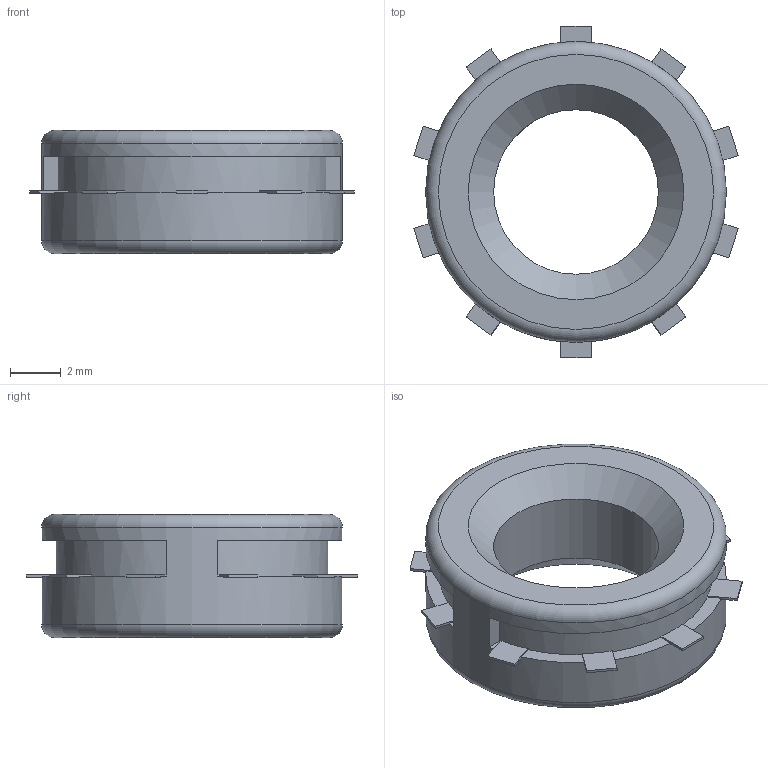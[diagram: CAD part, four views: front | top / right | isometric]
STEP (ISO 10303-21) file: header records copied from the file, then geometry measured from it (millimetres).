
FILE_DESCRIPTION(/* description */ ('Alibre Inc.'),/* implementation_level */ '2;1');
FILE_NAME(/* name */ 'export0',/* time_stamp */ '2015-07-05T23:08:06+12:00',/* author */ (''),/* organization */ (''),/* preprocessor_version */ 'ST-DEVELOPER v14',/* originating_system */ 'Alibre',/* authorisation */ '');
FILE_SCHEMA (('CONFIG_CONTROL_DESIGN'));
Length unit declared in the file: centimetre
Products named in the file (1): ID_1
Bounding box: 12.73 x 13 x 4.83 mm (x, y, z)
Volume: 320.5 mm3; surface area: 442.1 mm2
Topology: 1 solids, 1 shells, 78 faces, 218 edges, 144 vertices
Faces by surface type: plane 70, cylinder 4, cone 2, torus 2
Full cylindrical faces by diameter (mm): 6.46 x1, 11.8 x1
Entity records: 2353 total; most frequent: ORIENTED_EDGE 424, CARTESIAN_POINT 404, DIRECTION 302, EDGE_CURVE 212, VECTOR 156, LINE 156, VERTEX_POINT 144, AXIS2_PLACEMENT_3D 104
